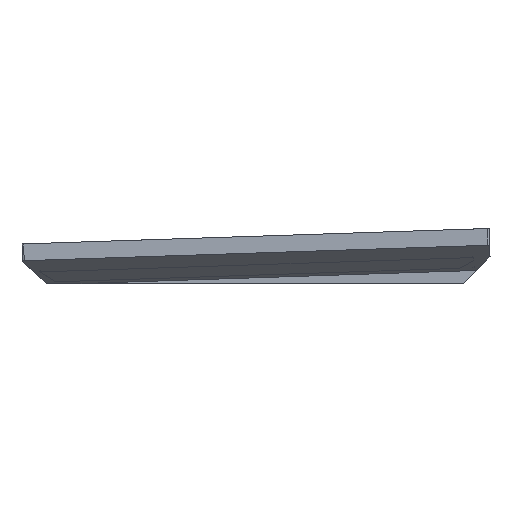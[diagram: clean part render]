
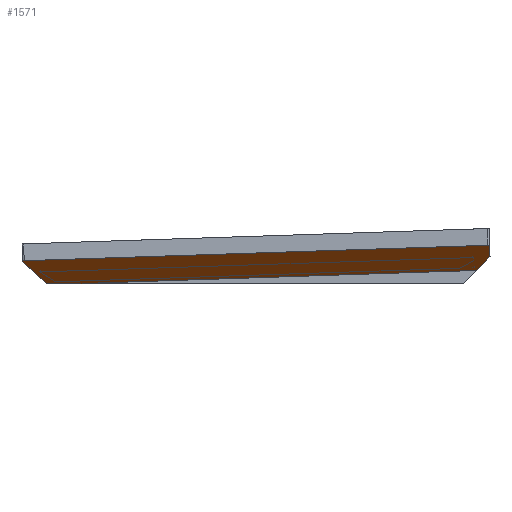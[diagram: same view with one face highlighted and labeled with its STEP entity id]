
A CAD part, left-side view. The second image highlights one B-rep face of the part: STEP entity #1571.
In plain terms, the highlighted planar face has unit normal (-0.651, -0.025, -0.759).
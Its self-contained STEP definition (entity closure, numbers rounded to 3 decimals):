
#80 = VERTEX_POINT('',#81);
#81 = CARTESIAN_POINT('',(-159.239,64.69,
    -5.));
#87 = EDGE_CURVE('',#88,#80,#90,.T.);
#88 = VERTEX_POINT('',#89);
#89 = CARTESIAN_POINT('',(-167.375,72.127,1.735
    ));
#90 = LINE('',#91,#92);
#91 = CARTESIAN_POINT('',(-141.921,48.859,-19.335)
  );
#92 = VECTOR('',#93,1.);
#93 = DIRECTION('',(0.63,-0.576,-0.521));
#273 = EDGE_CURVE('',#274,#88,#276,.T.);
#274 = VERTEX_POINT('',#275);
#275 = CARTESIAN_POINT('',(-167.699,71.669,2.028));
#276 = ELLIPSE('',#277,0.659,0.5);
#277 = AXIS2_PLACEMENT_3D('',#278,#279,#280);
#278 = CARTESIAN_POINT('',(-167.199,71.654,1.6));
#279 = DIRECTION('',(-0.651,-0.025,-0.759
    ));
#280 = DIRECTION('',(0.759,-0.022,-0.651)
  );
#308 = EDGE_CURVE('',#309,#80,#311,.T.);
#309 = VERTEX_POINT('',#310);
#310 = CARTESIAN_POINT('',(-158.82,53.871,
    -5.));
#311 = LINE('',#312,#313);
#312 = CARTESIAN_POINT('',(-158.934,56.813,
    -5.));
#313 = VECTOR('',#314,1.);
#314 = DIRECTION('',(-0.039,0.999,0.));
#398 = VERTEX_POINT('',#399);
#399 = CARTESIAN_POINT('',(-163.506,-71.71,
    3.187));
#414 = VERTEX_POINT('',#415);
#415 = CARTESIAN_POINT('',(-167.199,-71.605,6.352));
#421 = EDGE_CURVE('',#398,#414,#422,.T.);
#422 = LINE('',#423,#424);
#423 = CARTESIAN_POINT('',(-70.334,-74.359,
    -76.676));
#424 = VECTOR('',#425,1.);
#425 = DIRECTION('',(-0.759,0.022,0.651));
#435 = EDGE_CURVE('',#414,#436,#438,.T.);
#436 = VERTEX_POINT('',#437);
#437 = CARTESIAN_POINT('',(-167.699,-71.091,6.764));
#438 = ELLIPSE('',#439,0.659,0.5);
#439 = AXIS2_PLACEMENT_3D('',#440,#441,#442);
#440 = CARTESIAN_POINT('',(-167.199,-71.105,6.336));
#441 = DIRECTION('',(-0.651,-0.025,-0.759
    ));
#442 = DIRECTION('',(0.759,-0.022,-0.651)
  );
#461 = EDGE_CURVE('',#436,#274,#462,.T.);
#462 = LINE('',#463,#464);
#463 = CARTESIAN_POINT('',(-167.699,59.391,2.436));
#464 = VECTOR('',#465,1.);
#465 = DIRECTION('',(0.,0.999,-0.033));
#708 = EDGE_CURVE('',#309,#709,#711,.T.);
#709 = VERTEX_POINT('',#710);
#710 = CARTESIAN_POINT('',(-158.82,-67.505,
    -0.974));
#711 = LINE('',#712,#713);
#712 = CARTESIAN_POINT('',(-158.82,119.071,
    -7.163));
#713 = VECTOR('',#714,1.);
#714 = DIRECTION('',(0.,-0.999,0.033));
#747 = EDGE_CURVE('',#709,#398,#748,.T.);
#748 = LINE('',#749,#750);
#749 = CARTESIAN_POINT('',(-98.399,-13.288,
    -54.62));
#750 = VECTOR('',#751,1.);
#751 = DIRECTION('',(-0.621,-0.557,0.551));
#1571 = ADVANCED_FACE('',(#1572),#1582,.T.);
#1572 = FACE_BOUND('',#1573,.T.);
#1573 = EDGE_LOOP('',(#1574,#1575,#1576,#1577,#1578,#1579,#1580,#1581));
#1574 = ORIENTED_EDGE('',*,*,#708,.T.);
#1575 = ORIENTED_EDGE('',*,*,#747,.T.);
#1576 = ORIENTED_EDGE('',*,*,#421,.T.);
#1577 = ORIENTED_EDGE('',*,*,#435,.T.);
#1578 = ORIENTED_EDGE('',*,*,#461,.T.);
#1579 = ORIENTED_EDGE('',*,*,#273,.T.);
#1580 = ORIENTED_EDGE('',*,*,#87,.T.);
#1581 = ORIENTED_EDGE('',*,*,#308,.F.);
#1582 = PLANE('',#1583);
#1583 = AXIS2_PLACEMENT_3D('',#1584,#1585,#1586);
#1584 = CARTESIAN_POINT('',(-169.314,119.369,
    1.832));
#1585 = DIRECTION('',(-0.651,-0.025,
    -0.759));
#1586 = DIRECTION('',(-0.759,0.022,0.651)
  );
